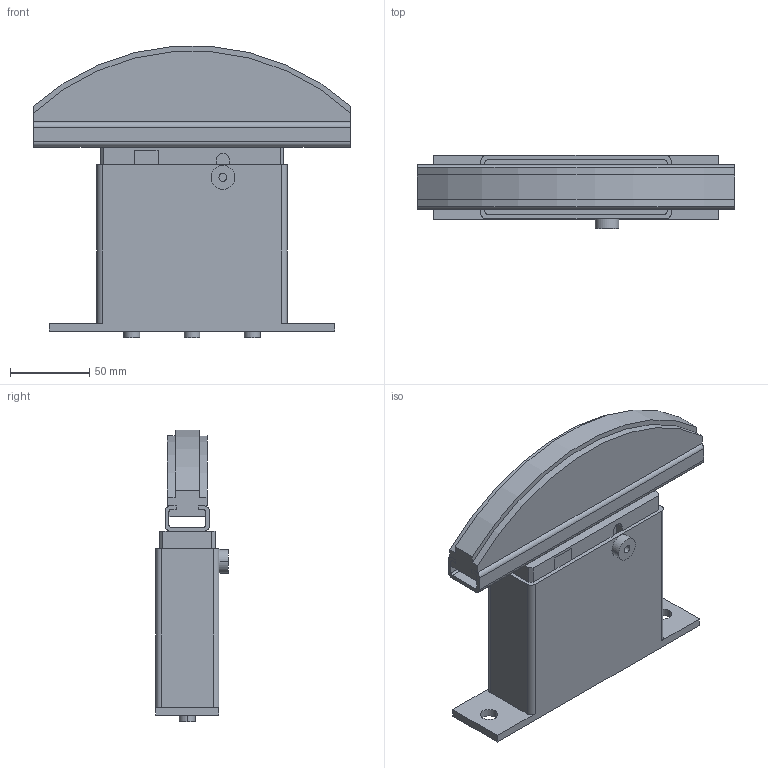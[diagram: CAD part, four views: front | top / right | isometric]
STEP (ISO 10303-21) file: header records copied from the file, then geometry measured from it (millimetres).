
FILE_DESCRIPTION(('STEP AP214'),'1');
FILE_NAME('cctmp_4D4E08FD-16AF-4704-B0BC-BF9A6CA985D0_2023_6_22_11_48_48_909..stp','2023-06-22T09:48:48',('Murtfeldt Kunststoffe GmbH & Co.KG'),('CADClick - www.CADClick.com'),'Spatial InterOp 3D',' ','unknown authorization');
FILE_SCHEMA(('AUTOMOTIVE_DESIGN'));
Length unit declared in the file: millimetre
Products named in the file (1): 282020204
Bounding box: 200 x 46 x 183.51 mm (x, y, z)
Volume: 745707.9 mm3; surface area: 109422.7 mm2
Topology: 1 solids, 1 shells, 112 faces, 330 edges, 216 vertices
Faces by surface type: plane 77, cylinder 35
Entity records: 4668 total; most frequent: ORIENTED_EDGE 660, CARTESIAN_POINT 659, DIRECTION 634, EDGE_CURVE 330, LINE 252, VECTOR 252, VERTEX_POINT 216, AXIS2_PLACEMENT_3D 191
